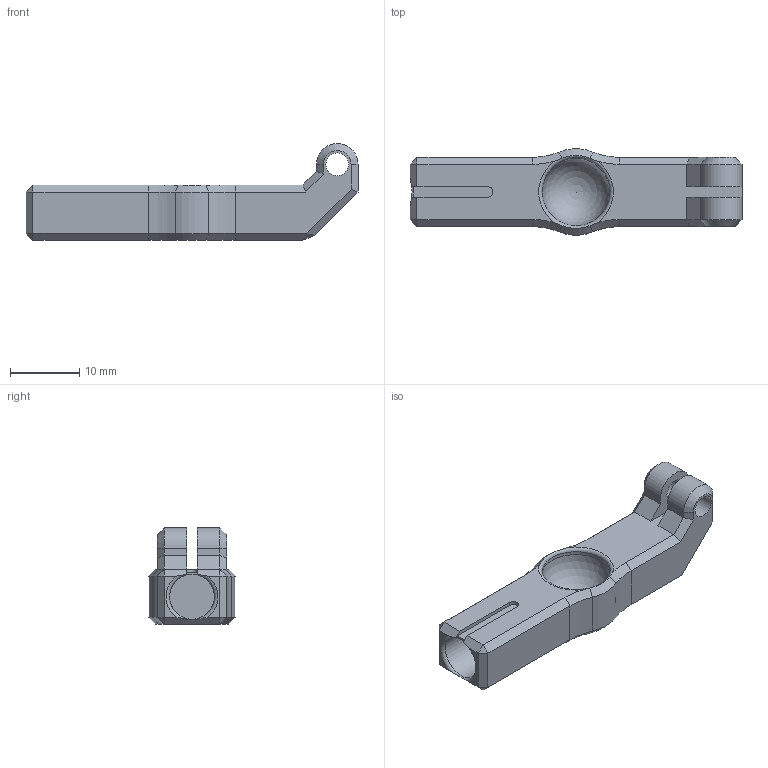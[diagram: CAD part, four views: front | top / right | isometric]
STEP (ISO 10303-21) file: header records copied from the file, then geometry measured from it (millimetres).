
FILE_DESCRIPTION(/* description */ ('Alibre Inc.'),/* implementation_level */ '2;1');
FILE_NAME(/* name */ 'export0',/* time_stamp */ '2015-07-11T14:33:38+12:00',/* author */ (''),/* organization */ (''),/* preprocessor_version */ 'ST-DEVELOPER v14',/* originating_system */ 'Alibre',/* authorisation */ '');
FILE_SCHEMA (('CONFIG_CONTROL_DESIGN'));
Length unit declared in the file: centimetre
Products named in the file (1): ID_1
Bounding box: 48 x 12.46 x 14 mm (x, y, z)
Volume: 2871.8 mm3; surface area: 2413.3 mm2
Topology: 1 solids, 1 shells, 82 faces, 200 edges, 119 vertices
Faces by surface type: plane 52, cone 14, cylinder 13, torus 2, sphere 1
Full cylindrical faces by diameter (mm): 3.3 x2, 6.5 x1, 9.8 x1
Entity records: 2710 total; most frequent: CARTESIAN_POINT 853, ORIENTED_EDGE 376, DIRECTION 318, EDGE_CURVE 188, AXIS2_PLACEMENT_3D 123, VECTOR 122, LINE 122, VERTEX_POINT 113
